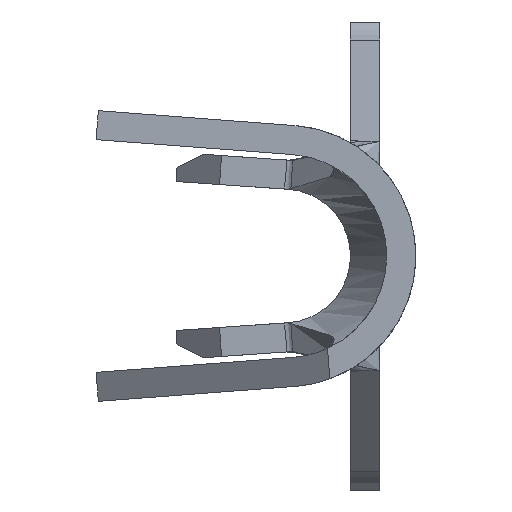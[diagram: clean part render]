
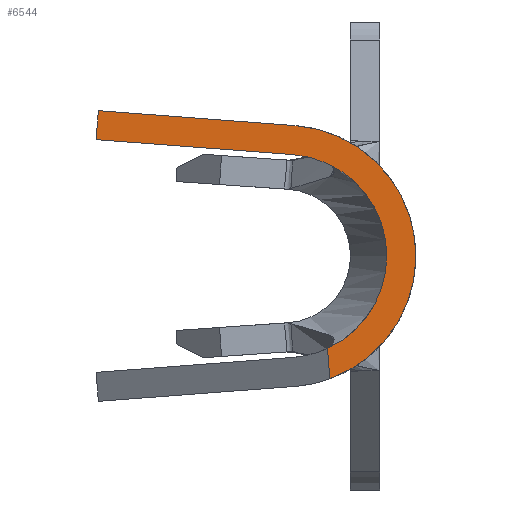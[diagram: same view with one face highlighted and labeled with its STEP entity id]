
A CAD part, left-side view. The second image highlights one B-rep face of the part: STEP entity #6544.
In plain terms, the highlighted planar face has unit normal (-1, 0, 0).
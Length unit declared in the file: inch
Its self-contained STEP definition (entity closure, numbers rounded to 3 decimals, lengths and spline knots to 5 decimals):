
#81 = EDGE_CURVE ( 'NONE', #4240, #6269, #5026, .T. ) ;
#407 = ORIENTED_EDGE ( 'NONE', *, *, #81, .T. ) ;
#446 = CARTESIAN_POINT ( 'NONE',  ( -0.53, 0.05971, 0.0698 ) ) ;
#681 = ORIENTED_EDGE ( 'NONE', *, *, #3720, .F. ) ;
#805 = EDGE_CURVE ( 'NONE', #4531, #6269, #6613, .T. ) ;
#992 = CARTESIAN_POINT ( 'NONE',  ( -0.53, 0.0582, 0.08974 ) ) ;
#1180 = ORIENTED_EDGE ( 'NONE', *, *, #4246, .F. ) ;
#1203 = EDGE_LOOP ( 'NONE', ( #1439, #407, #4409, #2119, #681, #1180 ) ) ;
#1439 = ORIENTED_EDGE ( 'NONE', *, *, #3599, .F. ) ;
#1791 = CARTESIAN_POINT ( 'NONE',  ( -0.53, 0.0582, 0.08974 ) ) ;
#1991 = DIRECTION ( 'NONE',  ( 0., -0.076, 0.997 ) ) ;
#2042 = VECTOR ( 'NONE', #5715, 39.37008 ) ;
#2095 = CARTESIAN_POINT ( 'NONE',  ( -0.53, 0.05971, 0.0698 ) ) ;
#2119 = ORIENTED_EDGE ( 'NONE', *, *, #4976, .F. ) ;
#2187 = CARTESIAN_POINT ( 'NONE',  ( -0.53, 0.065, 0. ) ) ;
#2595 = CIRCLE ( 'NONE', #4837, 0.07 ) ;
#2717 = DIRECTION ( 'NONE',  ( 0., 0., -1. ) ) ;
#2758 = DIRECTION ( 'NONE',  ( 0., 0., -1. ) ) ;
#3007 = DIRECTION ( 'NONE',  ( 1., 0., 0. ) ) ;
#3084 = CARTESIAN_POINT ( 'NONE',  ( -0.53, 0.065, 0. ) ) ;
#3146 = DIRECTION ( 'NONE',  ( 0., 0., -1. ) ) ;
#3196 = VECTOR ( 'NONE', #1991, 39.37008 ) ;
#3229 = CARTESIAN_POINT ( 'NONE',  ( -0.53, 0.03579, -0.06361 ) ) ;
#3447 = VECTOR ( 'NONE', #4058, 39.37008 ) ;
#3599 = EDGE_CURVE ( 'NONE', #4240, #4316, #2595, .T. ) ;
#3716 = CARTESIAN_POINT ( 'NONE',  ( -0.53, 0.19349, 0.1 ) ) ;
#3720 = EDGE_CURVE ( 'NONE', #4358, #6604, #5811, .T. ) ;
#3922 = CARTESIAN_POINT ( 'NONE',  ( -0.53, 0.195, 0.08006 ) ) ;
#4015 = CARTESIAN_POINT ( 'NONE',  ( -0.53, 0.04075, 0.00184 ) ) ;
#4058 = DIRECTION ( 'NONE',  ( 0., -0.076, -0.997 ) ) ;
#4221 = CARTESIAN_POINT ( 'NONE',  ( -0.53, 0.195, 0.08006 ) ) ;
#4240 = VERTEX_POINT ( 'NONE', #3229 ) ;
#4246 = EDGE_CURVE ( 'NONE', #4316, #4358, #6669, .T. ) ;
#4316 = VERTEX_POINT ( 'NONE', #446 ) ;
#4353 = DIRECTION ( 'NONE',  ( 0., 0.997, 0.076 ) ) ;
#4358 = VERTEX_POINT ( 'NONE', #3922 ) ;
#4409 = ORIENTED_EDGE ( 'NONE', *, *, #805, .F. ) ;
#4531 = VERTEX_POINT ( 'NONE', #1791 ) ;
#4837 = AXIS2_PLACEMENT_3D ( 'NONE', #2187, #5760, #2758 ) ;
#4940 = FACE_OUTER_BOUND ( 'NONE', #1203, .T. ) ;
#4976 = EDGE_CURVE ( 'NONE', #6604, #4531, #6071, .T. ) ;
#5026 = LINE ( 'NONE', #4015, #3447 ) ;
#5307 = AXIS2_PLACEMENT_3D ( 'NONE', #3084, #3007, #2717 ) ;
#5500 = VECTOR ( 'NONE', #4353, 39.37008 ) ;
#5635 = CARTESIAN_POINT ( 'NONE',  ( -0.53, 0.065, 0. ) ) ;
#5715 = DIRECTION ( 'NONE',  ( 0., -0.997, -0.076 ) ) ;
#5760 = DIRECTION ( 'NONE',  ( -1., 0., 0. ) ) ;
#5811 = LINE ( 'NONE', #4221, #3196 ) ;
#6060 = DIRECTION ( 'NONE',  ( 1., 0., 0. ) ) ;
#6071 = LINE ( 'NONE', #992, #2042 ) ;
#6269 = VERTEX_POINT ( 'NONE', #6659 ) ;
#6364 = AXIS2_PLACEMENT_3D ( 'NONE', #5635, #6060, #3146 ) ;
#6484 = PLANE ( 'NONE',  #6364 ) ;
#6544 = ADVANCED_FACE ( 'NONE', ( #4940 ), #6484, .F. ) ;
#6604 = VERTEX_POINT ( 'NONE', #3716 ) ;
#6613 = CIRCLE ( 'NONE', #5307, 0.09 ) ;
#6659 = CARTESIAN_POINT ( 'NONE',  ( -0.53, 0.0342, -0.08457 ) ) ;
#6669 = LINE ( 'NONE', #2095, #5500 ) ;
